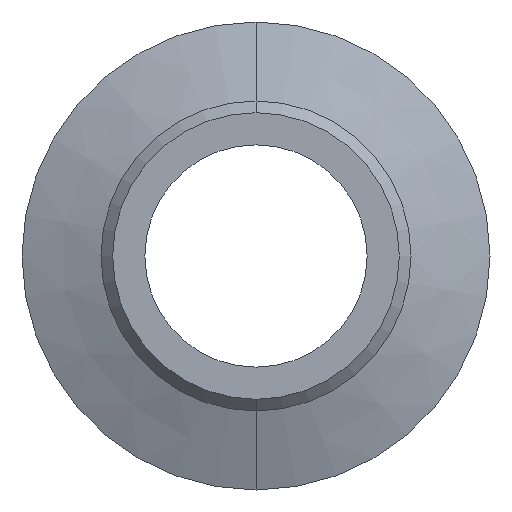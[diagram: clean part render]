
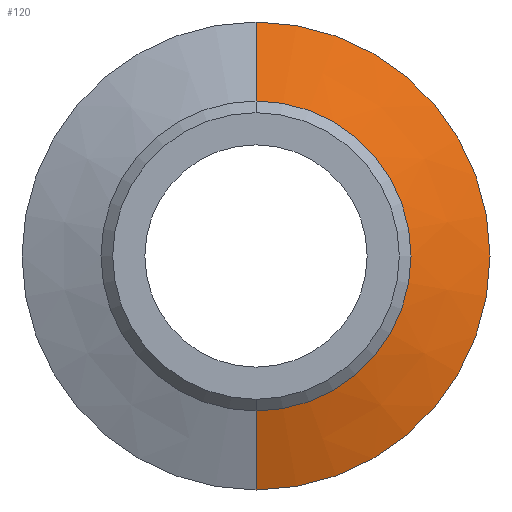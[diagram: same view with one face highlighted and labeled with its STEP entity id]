
A CAD part, front view. The second image highlights one B-rep face of the part: STEP entity #120.
In plain terms, the highlighted conical face has half-angle 70 degrees and reference radius 3.975 mm.
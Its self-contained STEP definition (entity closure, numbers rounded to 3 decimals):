
#12 = VERTEX_POINT ( 'NONE', #185 ) ;
#15 = VERTEX_POINT ( 'NONE', #164 ) ;
#16 = ORIENTED_EDGE ( 'NONE', *, *, #45, .T. ) ;
#17 = ORIENTED_EDGE ( 'NONE', *, *, #104, .F. ) ;
#40 = ORIENTED_EDGE ( 'NONE', *, *, #41, .F. ) ;
#41 = EDGE_CURVE ( 'NONE', #12, #15, #248, .T. ) ;
#42 = EDGE_CURVE ( 'NONE', #44, #15, #324, .T. ) ;
#43 = ORIENTED_EDGE ( 'NONE', *, *, #42, .T. ) ;
#44 = VERTEX_POINT ( 'NONE', #266 ) ;
#45 = EDGE_CURVE ( 'NONE', #64, #44, #265, .T. ) ;
#64 = VERTEX_POINT ( 'NONE', #222 ) ;
#104 = EDGE_CURVE ( 'NONE', #64, #12, #345, .T. ) ;
#120 = ADVANCED_FACE ( 'NONE', ( #408 ), #407, .T. ) ;
#121 = EDGE_LOOP ( 'NONE', ( #17, #16, #43, #40 ) ) ;
#164 = CARTESIAN_POINT ( 'NONE',  ( 0., 20.737, 6. ) ) ;
#185 = CARTESIAN_POINT ( 'NONE',  ( 0., 20., 3.975 ) ) ;
#222 = CARTESIAN_POINT ( 'NONE',  ( 0., 20., -3.975 ) ) ;
#246 = VECTOR ( 'NONE', #325, 1000. ) ;
#247 = CARTESIAN_POINT ( 'NONE',  ( 0., 20., 3.975 ) ) ;
#248 = LINE ( 'NONE', #247, #246 ) ;
#262 = DIRECTION ( 'NONE',  ( 0., 0.342, -0.94 ) ) ;
#263 = VECTOR ( 'NONE', #262, 1000. ) ;
#264 = CARTESIAN_POINT ( 'NONE',  ( 0., 20., -3.975 ) ) ;
#265 = LINE ( 'NONE', #264, #263 ) ;
#266 = CARTESIAN_POINT ( 'NONE',  ( 0., 20.737, -6. ) ) ;
#267 = DIRECTION ( 'NONE',  ( 0., 0., -1. ) ) ;
#321 = DIRECTION ( 'NONE',  ( 0., -1., 0. ) ) ;
#322 = CARTESIAN_POINT ( 'NONE',  ( 0., 20.737, 0. ) ) ;
#323 = AXIS2_PLACEMENT_3D ( 'NONE', #322, #321, #267 ) ;
#324 = CIRCLE ( 'NONE', #323, 6. ) ;
#325 = DIRECTION ( 'NONE',  ( 0., 0.342, 0.94 ) ) ;
#341 = DIRECTION ( 'NONE',  ( 0., 0., -1. ) ) ;
#342 = DIRECTION ( 'NONE',  ( 0., -1., 0. ) ) ;
#343 = CARTESIAN_POINT ( 'NONE',  ( 0., 20., 0. ) ) ;
#344 = AXIS2_PLACEMENT_3D ( 'NONE', #343, #342, #341 ) ;
#345 = CIRCLE ( 'NONE', #344, 3.975 ) ;
#376 = DIRECTION ( 'NONE',  ( 0., 0., 1. ) ) ;
#377 = DIRECTION ( 'NONE',  ( 0., 1., 0. ) ) ;
#383 = CARTESIAN_POINT ( 'NONE',  ( 0., 20., 0. ) ) ;
#384 = AXIS2_PLACEMENT_3D ( 'NONE', #383, #377, #376 ) ;
#407 = CONICAL_SURFACE ( 'NONE', #384, 3.975, 1.222 ) ;
#408 = FACE_OUTER_BOUND ( 'NONE', #121, .T. ) ;
